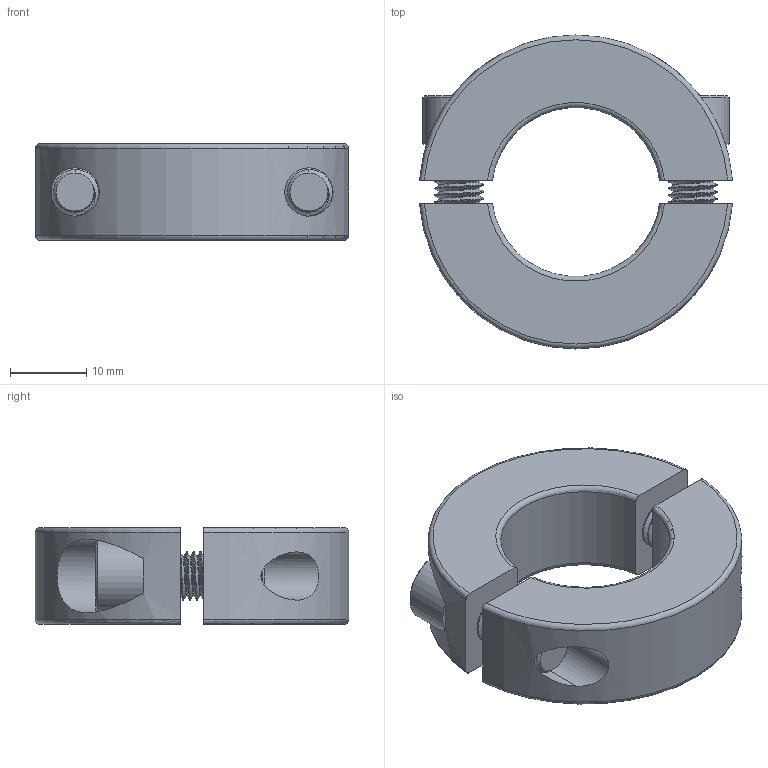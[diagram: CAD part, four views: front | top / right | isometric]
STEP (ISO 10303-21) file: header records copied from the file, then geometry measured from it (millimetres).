
FILE_DESCRIPTION (( 'STEP AP203' ), '1' );
FILE_NAME ('6436K139_Clamping Two-Piece Shaft Collar.STEP', '2022-10-05T19:22:56', ( 'Administrator' ), ( 'Managed by Terraform' ), 'SwSTEP 2.0', 'SolidWorks 2017', '' );
FILE_SCHEMA (( 'CONFIG_CONTROL_DESIGN' ));
Length unit declared in the file: inch
Products named in the file (1): 6436K139_Clamping Two-Piece Shaft Collar
Bounding box: 41.16 x 41.27 x 12.7 mm (x, y, z)
Volume: 10745.9 mm3; surface area: 7027 mm2
Topology: 4 solids, 4 shells, 220 faces, 610 edges, 404 vertices
Faces by surface type: cylinder 164, plane 34, torus 10, cone 8, bspline 4
Entity records: 11311 total; most frequent: CARTESIAN_POINT 6459, ORIENTED_EDGE 1220, DIRECTION 788, EDGE_CURVE 610, VERTEX_POINT 404, AXIS2_PLACEMENT_3D 281, EDGE_LOOP 234, VECTOR 226
